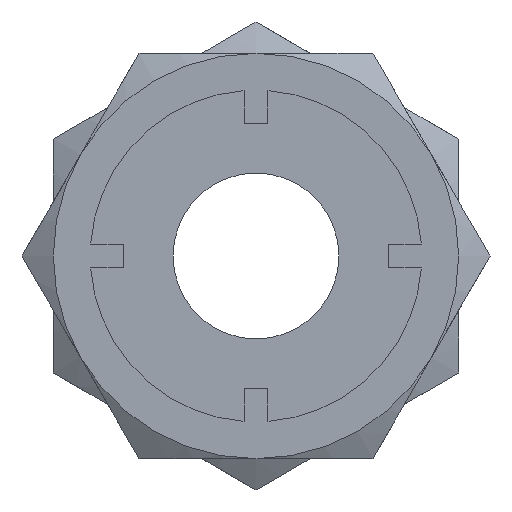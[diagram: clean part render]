
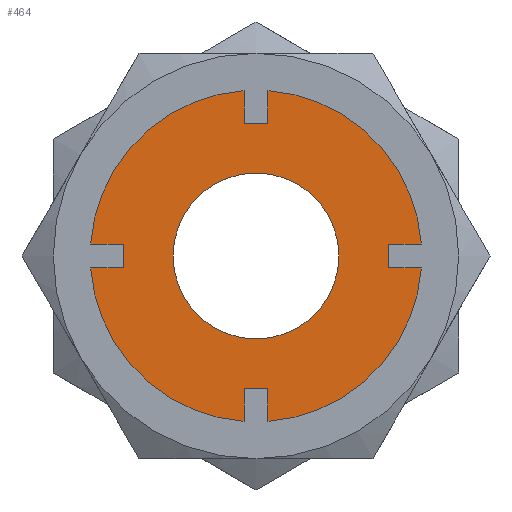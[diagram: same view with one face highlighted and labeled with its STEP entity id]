
A CAD part, left-side view. The second image highlights one B-rep face of the part: STEP entity #464.
In plain terms, the highlighted planar face has unit normal (-1, 0, 0).
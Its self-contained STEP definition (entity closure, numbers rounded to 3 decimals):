
#336=EDGE_CURVE('',#874,#902,#947,.T.);
#342=EDGE_CURVE('',#678,#628,#953,.T.);
#356=EDGE_CURVE('',#788,#628,#970,.T.);
#364=VERTEX_POINT('',#979);
#368=EDGE_CURVE('',#500,#414,#983,.T.);
#370=EDGE_CURVE('',#720,#412,#985,.T.);
#374=EDGE_CURVE('',#796,#902,#989,.T.);
#392=VERTEX_POINT('',#1010);
#412=VERTEX_POINT('',#1031);
#414=VERTEX_POINT('',#1033);
#416=EDGE_CURVE('',#392,#678,#1035,.T.);
#464=ADVANCED_FACE('',(#1088,#1089),#1090,.T.);
#500=VERTEX_POINT('',#1127);
#514=VERTEX_POINT('',#1144);
#516=EDGE_CURVE('',#500,#690,#1146,.T.);
#544=EDGE_CURVE('',#732,#636,#1174,.T.);
#550=EDGE_CURVE('',#884,#514,#1180,.T.);
#624=EDGE_CURVE('',#636,#690,#1263,.T.);
#628=VERTEX_POINT('',#1267);
#636=VERTEX_POINT('',#1276);
#638=EDGE_CURVE('',#796,#392,#1278,.T.);
#648=EDGE_CURVE('',#514,#874,#1288,.T.);
#664=EDGE_CURVE('',#884,#364,#1305,.T.);
#678=VERTEX_POINT('',#1320);
#688=EDGE_CURVE('',#412,#720,#1334,.T.);
#690=VERTEX_POINT('',#1336);
#718=EDGE_CURVE('',#836,#364,#1367,.T.);
#720=VERTEX_POINT('',#1369);
#726=EDGE_CURVE('',#788,#732,#1375,.T.);
#732=VERTEX_POINT('',#1381);
#788=VERTEX_POINT('',#1446);
#796=VERTEX_POINT('',#1455);
#836=VERTEX_POINT('',#1499);
#874=VERTEX_POINT('',#1544);
#878=EDGE_CURVE('',#414,#836,#1549,.T.);
#884=VERTEX_POINT('',#1555);
#902=VERTEX_POINT('',#1575);
#947=LINE('',#1617,#1618);
#953=LINE('',#1627,#1628);
#970=CIRCLE('',#1666,9.);
#979=CARTESIAN_POINT('',(-12.0,-0.65,-8.976));
#983=LINE('',#1701,#1702);
#985=CIRCLE('',#1705,4.5);
#989=CIRCLE('',#1712,9.);
#1010=CARTESIAN_POINT('',(-12.0,-0.65,7.2));
#1031=CARTESIAN_POINT('',(-12.0,0.,4.5));
#1033=CARTESIAN_POINT('',(-12.0,0.65,-7.2));
#1035=LINE('',#1791,#1792);
#1088=FACE_BOUND('',#1890,.T.);
#1089=FACE_OUTER_BOUND('',#1891,.T.);
#1090=PLANE('',#1892);
#1127=CARTESIAN_POINT('',(-12.0,0.65,-8.976));
#1144=CARTESIAN_POINT('',(-12.0,-7.2,-0.65));
#1146=CIRCLE('',#2014,9.);
#1174=LINE('',#2079,#2080);
#1180=LINE('',#2097,#2098);
#1263=LINE('',#2274,#2275);
#1267=CARTESIAN_POINT('',(-12.0,0.65,8.976));
#1276=CARTESIAN_POINT('',(-12.0,7.2,-0.65));
#1278=LINE('',#2302,#2303);
#1288=LINE('',#2318,#2319);
#1305=CIRCLE('',#2359,9.);
#1320=CARTESIAN_POINT('',(-12.0,0.65,7.2));
#1334=CIRCLE('',#2413,4.5);
#1336=CARTESIAN_POINT('',(-12.0,8.976,-0.65));
#1367=LINE('',#2481,#2482);
#1369=CARTESIAN_POINT('',(-12.0,0.,-4.5));
#1375=LINE('',#2503,#2504);
#1381=CARTESIAN_POINT('',(-12.0,7.2,0.65));
#1446=CARTESIAN_POINT('',(-12.0,8.976,0.65));
#1455=CARTESIAN_POINT('',(-12.0,-0.65,8.976));
#1499=CARTESIAN_POINT('',(-12.0,-0.65,-7.2));
#1544=CARTESIAN_POINT('',(-12.0,-7.2,0.65));
#1549=LINE('',#2820,#2821);
#1555=CARTESIAN_POINT('',(-12.0,-8.976,-0.65));
#1575=CARTESIAN_POINT('',(-12.0,-8.976,0.65));
#1617=CARTESIAN_POINT('',(-12.0,-4.5,0.65));
#1618=VECTOR('',#2906,1.0);
#1627=CARTESIAN_POINT('',(-12.0,0.65,8.));
#1628=VECTOR('',#2908,1.0);
#1666=AXIS2_PLACEMENT_3D('',#2930,#2931,#2932);
#1701=CARTESIAN_POINT('',(-12.0,0.65,-0.1));
#1702=VECTOR('',#2946,1.0);
#1705=AXIS2_PLACEMENT_3D('',#2947,#2948,#2949);
#1712=AXIS2_PLACEMENT_3D('',#2951,#2952,#2953);
#1791=CARTESIAN_POINT('',(-12.0,0.325,7.2));
#1792=VECTOR('',#3001,1.0);
#1890=EDGE_LOOP('',(#3055,#3056));
#1891=EDGE_LOOP('',(#3057,#3058,#3059,#3060,#3061,#3062,#3063,#3064,#3065,#3066,#3067,#3068,#3069,#3070,#3071,#3072));
#1892=AXIS2_PLACEMENT_3D('',#3073,#3074,#3075);
#2014=AXIS2_PLACEMENT_3D('',#3115,#3116,#3117);
#2079=CARTESIAN_POINT('',(-12.0,7.2,3.175));
#2080=VECTOR('',#3126,1.0);
#2097=CARTESIAN_POINT('',(-12.0,-3.6,-0.65));
#2098=VECTOR('',#3127,1.0);
#2274=CARTESIAN_POINT('',(-12.0,4.5,-0.65));
#2275=VECTOR('',#3228,1.0);
#2302=CARTESIAN_POINT('',(-12.0,-0.65,7.1));
#2303=VECTOR('',#3242,1.0);
#2318=CARTESIAN_POINT('',(-12.0,-7.2,3.825));
#2319=VECTOR('',#3250,1.0);
#2359=AXIS2_PLACEMENT_3D('',#3259,#3260,#3261);
#2413=AXIS2_PLACEMENT_3D('',#3315,#3316,#3317);
#2481=CARTESIAN_POINT('',(-12.0,-0.65,-1.));
#2482=VECTOR('',#3346,1.0);
#2503=CARTESIAN_POINT('',(-12.0,3.6,0.65));
#2504=VECTOR('',#3348,1.0);
#2820=CARTESIAN_POINT('',(-12.0,-0.325,-7.2));
#2821=VECTOR('',#3561,1.0);
#2906=DIRECTION('',(0.0,-1.0,0.0));
#2908=DIRECTION('',(0.0,0.0,1.0));
#2930=CARTESIAN_POINT('',(-12.0,0.,0.));
#2931=DIRECTION('',(1.0,0.0,0.0));
#2932=DIRECTION('',(0.0,0.,1.0));
#2946=DIRECTION('',(0.0,0.0,1.0));
#2947=CARTESIAN_POINT('',(-12.0,0.,0.));
#2948=DIRECTION('',(-1.0,0.0,0.0));
#2949=DIRECTION('',(0.0,0.,1.0));
#2951=CARTESIAN_POINT('',(-12.0,0.,0.));
#2952=DIRECTION('',(1.0,0.0,0.0));
#2953=DIRECTION('',(0.0,0.,1.0));
#3001=DIRECTION('',(0.0,1.0,0.0));
#3055=ORIENTED_EDGE('',*,*,#370,.F.);
#3056=ORIENTED_EDGE('',*,*,#688,.F.);
#3057=ORIENTED_EDGE('',*,*,#550,.T.);
#3058=ORIENTED_EDGE('',*,*,#648,.T.);
#3059=ORIENTED_EDGE('',*,*,#336,.T.);
#3060=ORIENTED_EDGE('',*,*,#374,.F.);
#3061=ORIENTED_EDGE('',*,*,#638,.T.);
#3062=ORIENTED_EDGE('',*,*,#416,.T.);
#3063=ORIENTED_EDGE('',*,*,#342,.T.);
#3064=ORIENTED_EDGE('',*,*,#356,.F.);
#3065=ORIENTED_EDGE('',*,*,#726,.T.);
#3066=ORIENTED_EDGE('',*,*,#544,.T.);
#3067=ORIENTED_EDGE('',*,*,#624,.T.);
#3068=ORIENTED_EDGE('',*,*,#516,.F.);
#3069=ORIENTED_EDGE('',*,*,#368,.T.);
#3070=ORIENTED_EDGE('',*,*,#878,.T.);
#3071=ORIENTED_EDGE('',*,*,#718,.T.);
#3072=ORIENTED_EDGE('',*,*,#664,.F.);
#3073=CARTESIAN_POINT('',(-12.0,0.,7.));
#3074=DIRECTION('',(-1.0,-0.0,0.0));
#3075=DIRECTION('',(0.0,0.,-1.0));
#3115=CARTESIAN_POINT('',(-12.0,0.,0.));
#3116=DIRECTION('',(1.0,0.0,0.0));
#3117=DIRECTION('',(0.0,0.,1.0));
#3126=DIRECTION('',(0.0,0.0,-1.0));
#3127=DIRECTION('',(0.0,1.0,0.0));
#3228=DIRECTION('',(0.0,1.0,0.0));
#3242=DIRECTION('',(0.0,0.0,-1.0));
#3250=DIRECTION('',(0.0,0.0,1.0));
#3259=CARTESIAN_POINT('',(-12.0,0.,0.));
#3260=DIRECTION('',(1.0,0.0,0.0));
#3261=DIRECTION('',(0.0,0.,1.0));
#3315=CARTESIAN_POINT('',(-12.0,0.,0.));
#3316=DIRECTION('',(-1.0,0.0,0.0));
#3317=DIRECTION('',(0.0,0.,1.0));
#3346=DIRECTION('',(0.0,0.0,-1.0));
#3348=DIRECTION('',(0.0,-1.0,0.0));
#3561=DIRECTION('',(0.0,-1.0,0.0));
